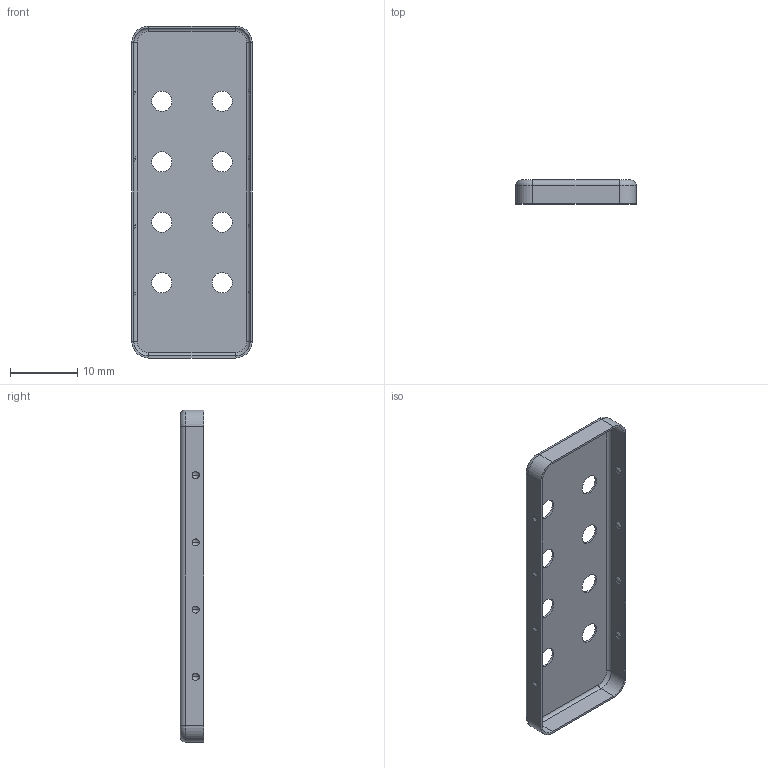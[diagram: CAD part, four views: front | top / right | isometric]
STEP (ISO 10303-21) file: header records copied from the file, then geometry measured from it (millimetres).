
FILE_DESCRIPTION (( 'STEP AP203' ), '1' );
FILE_NAME ('MS488-10CP.STEP', '2024-04-18T05:23:55', ( '' ), ( '' ), 'SwSTEP 2.0', 'SolidWorks 2023', '' );
FILE_SCHEMA (( 'CONFIG_CONTROL_DESIGN' ));
Length unit declared in the file: millimetre
Products named in the file (1): MS488-10CP
Bounding box: 17.9 x 3.5 x 49.4 mm (x, y, z)
Volume: 360.5 mm3; surface area: 2464.8 mm2
Topology: 1 solids, 1 shells, 90 faces, 200 edges, 128 vertices
Faces by surface type: cylinder 32, sphere 32, plane 18, torus 8
Entity records: 2661 total; most frequent: DIRECTION 518, CARTESIAN_POINT 419, ORIENTED_EDGE 400, AXIS2_PLACEMENT_3D 227, EDGE_CURVE 200, CIRCLE 136, VERTEX_POINT 128, EDGE_LOOP 122
